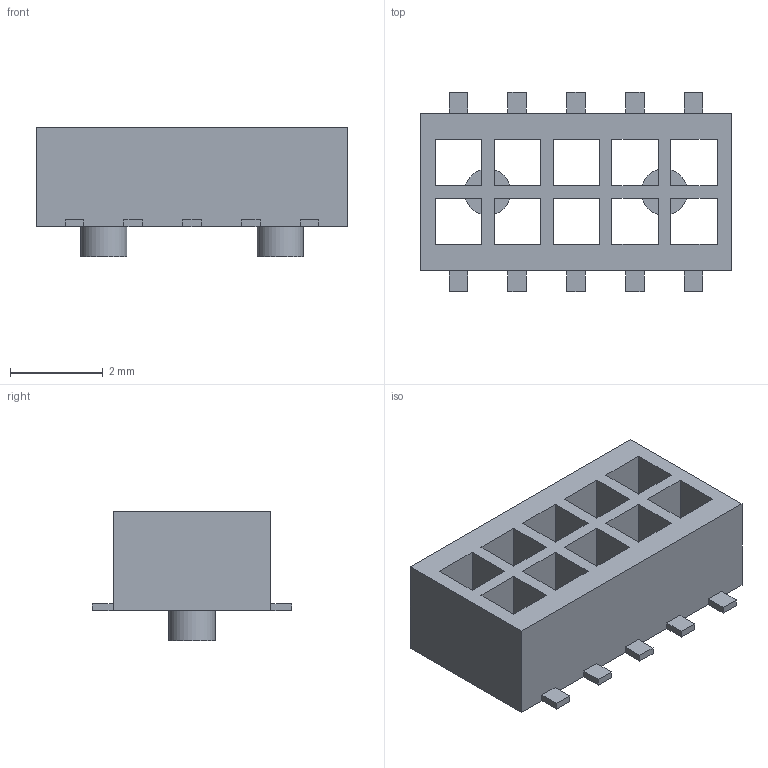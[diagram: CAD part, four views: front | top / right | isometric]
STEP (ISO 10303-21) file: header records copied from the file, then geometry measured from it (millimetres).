
FILE_DESCRIPTION(('FreeCAD Model'),'2;1');
FILE_NAME( 'M50-3150542R.step', '2018-11-29T19:10:39',('Author'),(''), 'Open CASCADE STEP processor 6.9','FreeCAD','Unknown');
FILE_SCHEMA(('AUTOMOTIVE_DESIGN_CC2 { 1 2 10303 214 -1 1 5 4 }'));
Length unit declared in the file: millimetre
Products named in the file (4): Cut; Array001; Cylinder; Cylinder001
Bounding box: 6.73 x 4.3 x 2.8 mm (x, y, z)
Volume: 29 mm3; surface area: 168.7 mm2
Topology: 13 solids, 13 shells, 112 faces, 258 edges, 172 vertices
Faces by surface type: plane 110, cylinder 2
Full cylindrical faces by diameter (mm): 1 x2
Entity records: 6816 total; most frequent: CARTESIAN_POINT 1219, DIRECTION 844, LINE 606, VECTOR 606, ORIENTED_EDGE 516, PCURVE 516, DEFINITIONAL_REPRESENTATION 516, EDGE_CURVE 258
